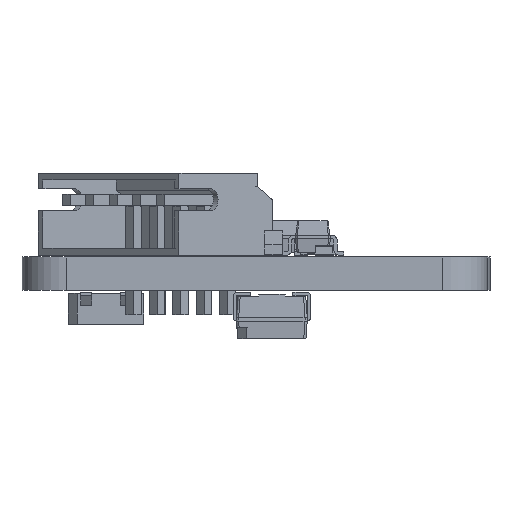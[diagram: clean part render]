
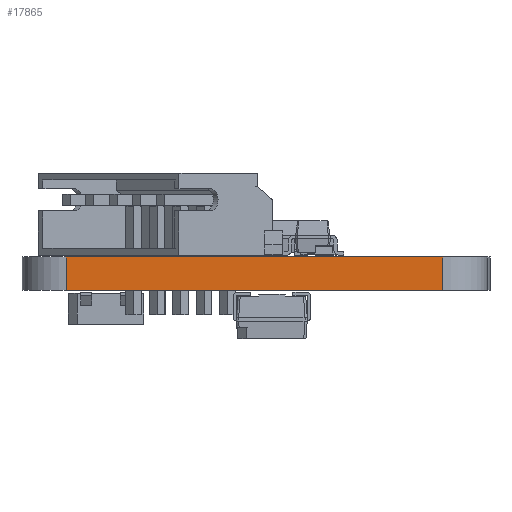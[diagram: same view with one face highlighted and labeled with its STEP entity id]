
A CAD part, left-side view. The second image highlights one B-rep face of the part: STEP entity #17865.
In plain terms, the highlighted planar face has unit normal (-1, 0, 0).
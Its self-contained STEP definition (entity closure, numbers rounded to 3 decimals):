
#17154 = VERTEX_POINT('',#17155);
#17155 = CARTESIAN_POINT('',(-23.1,9.3,0.));
#17162 = EDGE_CURVE('',#17163,#17154,#17165,.T.);
#17163 = VERTEX_POINT('',#17164);
#17164 = CARTESIAN_POINT('',(-23.1,-7.734,0.));
#17165 = LINE('',#17166,#17167);
#17166 = CARTESIAN_POINT('',(-23.1,-7.734,0.));
#17167 = VECTOR('',#17168,1.);
#17168 = DIRECTION('',(0.,1.,0.));
#17496 = VERTEX_POINT('',#17497);
#17497 = CARTESIAN_POINT('',(-23.1,9.3,1.51));
#17504 = EDGE_CURVE('',#17505,#17496,#17507,.T.);
#17505 = VERTEX_POINT('',#17506);
#17506 = CARTESIAN_POINT('',(-23.1,-7.734,1.51));
#17507 = LINE('',#17508,#17509);
#17508 = CARTESIAN_POINT('',(-23.1,-7.734,1.51));
#17509 = VECTOR('',#17510,1.);
#17510 = DIRECTION('',(0.,1.,0.));
#17835 = EDGE_CURVE('',#17154,#17496,#17836,.T.);
#17836 = LINE('',#17837,#17838);
#17837 = CARTESIAN_POINT('',(-23.1,9.3,0.));
#17838 = VECTOR('',#17839,1.);
#17839 = DIRECTION('',(0.,0.,1.));
#17865 = ADVANCED_FACE('',(#17866),#17877,.T.);
#17866 = FACE_BOUND('',#17867,.T.);
#17867 = EDGE_LOOP('',(#17868,#17874,#17875,#17876));
#17868 = ORIENTED_EDGE('',*,*,#17869,.T.);
#17869 = EDGE_CURVE('',#17163,#17505,#17870,.T.);
#17870 = LINE('',#17871,#17872);
#17871 = CARTESIAN_POINT('',(-23.1,-7.734,0.));
#17872 = VECTOR('',#17873,1.);
#17873 = DIRECTION('',(0.,0.,1.));
#17874 = ORIENTED_EDGE('',*,*,#17504,.T.);
#17875 = ORIENTED_EDGE('',*,*,#17835,.F.);
#17876 = ORIENTED_EDGE('',*,*,#17162,.F.);
#17877 = PLANE('',#17878);
#17878 = AXIS2_PLACEMENT_3D('',#17879,#17880,#17881);
#17879 = CARTESIAN_POINT('',(-23.1,-7.734,0.));
#17880 = DIRECTION('',(-1.,0.,0.));
#17881 = DIRECTION('',(0.,1.,0.));
